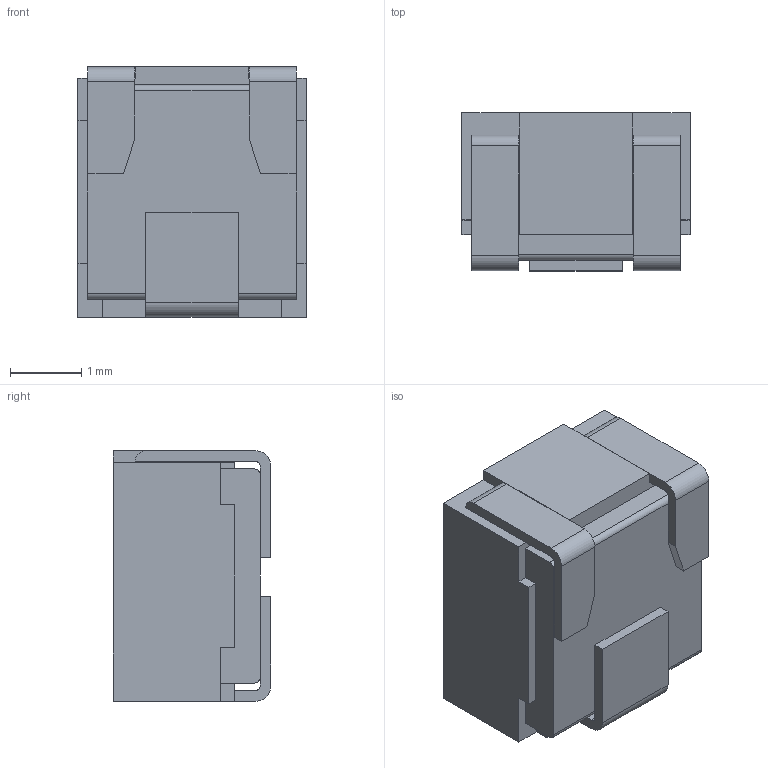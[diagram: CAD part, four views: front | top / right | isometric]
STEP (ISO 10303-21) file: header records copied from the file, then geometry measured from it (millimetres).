
FILE_DESCRIPTION((''),'2;1');
FILE_NAME('22A_SW0002','2013-03-15T',('BMozley'),(''),'PRO/ENGINEER BY PARAMETRIC TECHNOLOGY CORPORATION, 2012480','PRO/ENGINEER BY PARAMETRIC TECHNOLOGY CORPORATION, 2012480','');
FILE_SCHEMA(('CONFIG_CONTROL_DESIGN'));
Length unit declared in the file: inch
Products named in the file (1): 22A_SW0002
Bounding box: 3.2 x 2.21 x 3.51 mm (x, y, z)
Volume: 22 mm3; surface area: 71.4 mm2
Topology: 1 solids, 1 shells, 93 faces, 246 edges, 162 vertices
Faces by surface type: plane 68, cylinder 25
Entity records: 2906 total; most frequent: CARTESIAN_POINT 501, ORIENTED_EDGE 492, DIRECTION 486, EDGE_CURVE 246, VECTOR 192, LINE 192, VERTEX_POINT 162, AXIS2_PLACEMENT_3D 147
